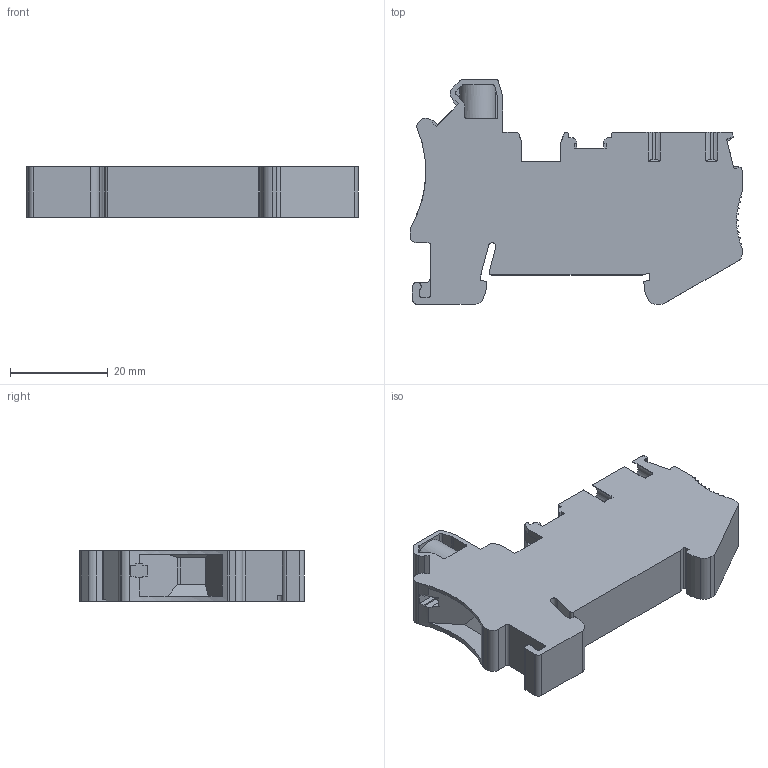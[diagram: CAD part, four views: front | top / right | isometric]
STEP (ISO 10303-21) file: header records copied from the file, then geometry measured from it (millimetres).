
FILE_DESCRIPTION((''),'2;1');
FILE_NAME('PRT0001','2021-11-25T',('Administrator'),(''),'PRO/ENGINEER BY PARAMETRIC TECHNOLOGY CORPORATION, 2013230','PRO/ENGINEER BY PARAMETRIC TECHNOLOGY CORPORATION, 2013230','');
FILE_SCHEMA(('AUTOMOTIVE_DESIGN { 1 0 10303 214 1 1 1 1 }'));
Length unit declared in the file: millimetre
Products named in the file (1): PRT0001
Bounding box: 68 x 46 x 10.3 mm (x, y, z)
Volume: 18301 mm3; surface area: 9617.7 mm2
Topology: 1 solids, 9 shells, 493 faces, 1418 edges, 954 vertices
Faces by surface type: plane 345, cylinder 137, torus 4, cone 4, bspline 3
Entity records: 16996 total; most frequent: CARTESIAN_POINT 3738, ORIENTED_EDGE 2836, DIRECTION 2606, EDGE_CURVE 1418, VECTOR 1002, LINE 1002, VERTEX_POINT 954, AXIS2_PLACEMENT_3D 802
